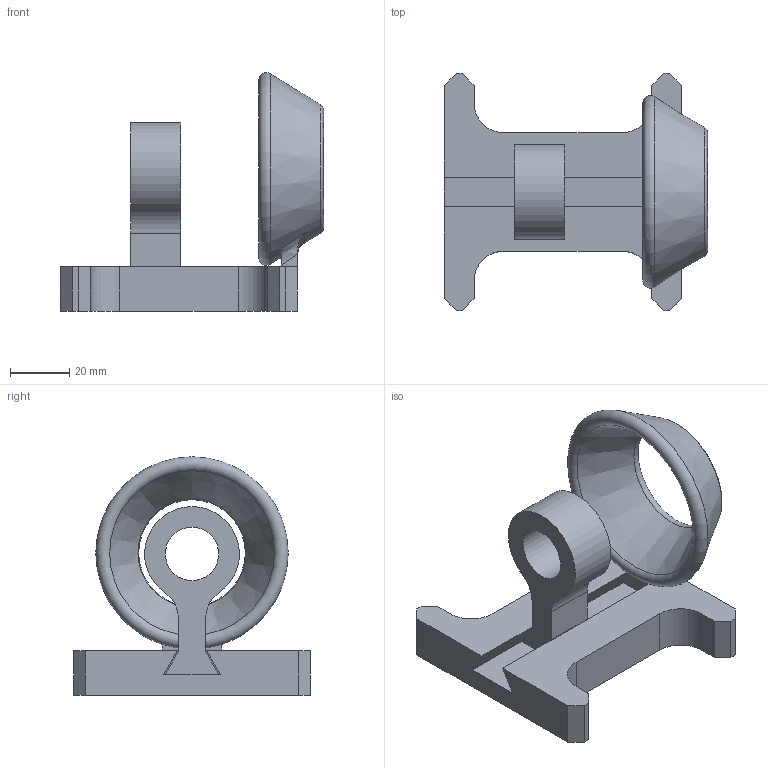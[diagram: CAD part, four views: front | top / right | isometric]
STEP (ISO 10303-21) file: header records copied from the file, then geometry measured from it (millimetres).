
FILE_DESCRIPTION(/* description */ ('STEP AP242','CAx-IF Rec.Pracs.---Representation and Presentation of Product Manufacturing Information (PMI)---4.0---2014-10-13','CAx-IF Rec.Pracs.---3D Tessellated Geometry---0.4---2014-09-14','2;1'),/* implementation_level */ '2;1');
FILE_NAME(/* name */ '68b5aceb9b9de63abf04d3ce',/* time_stamp */ '2025-09-01T14:25:47Z',/* author */ (''),/* organization */ (''),/* preprocessor_version */ 'ST-DEVELOPER v20',/* originating_system */ 'ONSHAPE BY PTC INC, 1.203',/* authorisation */ ' ');
FILE_SCHEMA (('AP242_MANAGED_MODEL_BASED_3D_ENGINEERING_MIM_LF { 1 0 10303 442 1 1 4 }'));
Length unit declared in the file: metre
Products named in the file (4): Assembly 1; Part 3; Part 2; Part 1
Assembly tree (3 placements, depth 2):
  Assembly 1
    Part 3
    Part 2
    Part 1
Bounding box: 88.82 x 80 x 80.49 mm (x, y, z)
Volume: 79191.9 mm3; surface area: 32530 mm2
Topology: 3 solids, 3 shells, 67 faces, 170 edges, 112 vertices
Faces by surface type: plane 44, cylinder 16, torus 3, cone 2, bspline 2
Full cylindrical faces by diameter (mm): 3.8 x4, 18 x1, 22 x1, 28 x1
Entity records: 2095 total; most frequent: CARTESIAN_POINT 398, DIRECTION 326, ORIENTED_EDGE 318, EDGE_CURVE 159, VERTEX_POINT 112, LINE 110, VECTOR 110, AXIS2_PLACEMENT_3D 108
